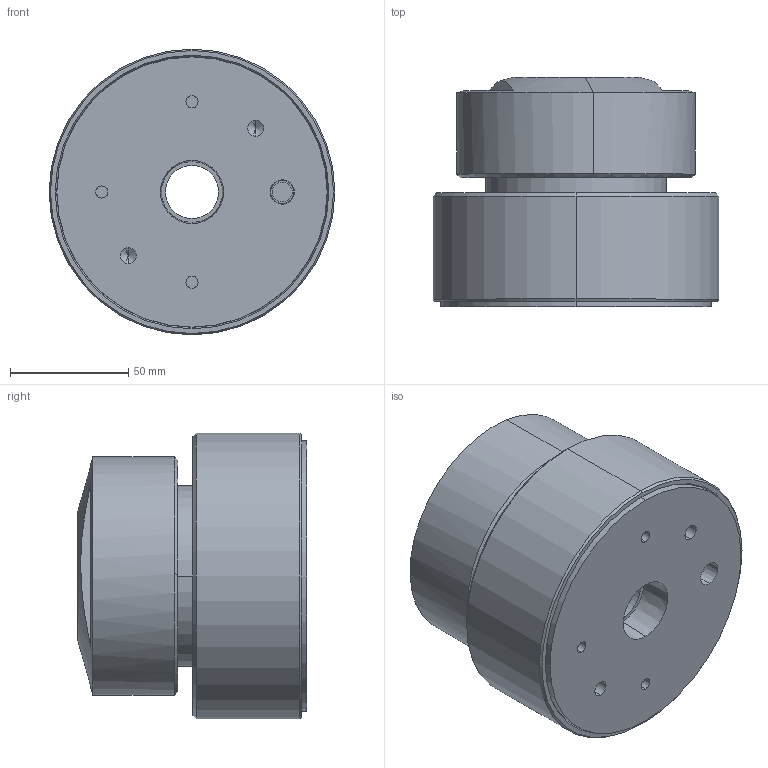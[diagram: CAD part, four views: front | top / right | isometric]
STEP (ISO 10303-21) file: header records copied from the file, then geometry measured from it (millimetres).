
FILE_DESCRIPTION (( 'STEP AP214' ), '1' );
FILE_NAME ('CTSC-002101.STEP', '2025-01-24T15:30:51', ( '' ), ( '' ), 'SwSTEP 2.0', 'SolidWorks 2023', '' );
FILE_SCHEMA (( 'AUTOMOTIVE_DESIGN' ));
Length unit declared in the file: inch
Products named in the file (1): CTSC-002101
Bounding box: 120.65 x 96.85 x 120.65 mm (x, y, z)
Volume: 846112.3 mm3; surface area: 81393.2 mm2
Topology: 1 solids, 3 shells, 94 faces, 201 edges, 126 vertices
Faces by surface type: cylinder 39, plane 32, cone 21, torus 2
Entity records: 3551 total; most frequent: CARTESIAN_POINT 490, DIRECTION 487, ORIENTED_EDGE 394, AXIS2_PLACEMENT_3D 203, EDGE_CURVE 197, VERTEX_POINT 126, EDGE_LOOP 115, CIRCLE 108
